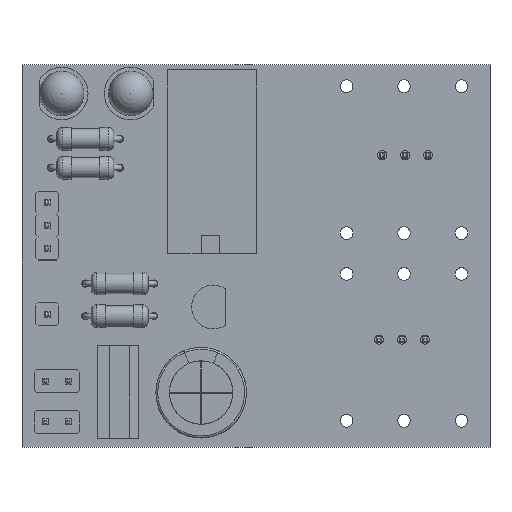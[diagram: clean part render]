
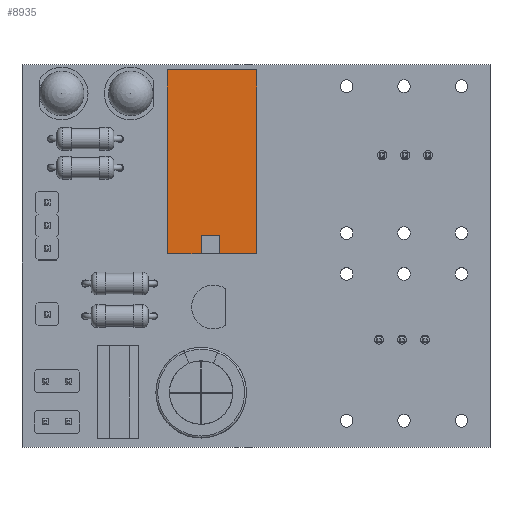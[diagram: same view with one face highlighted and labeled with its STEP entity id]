
A CAD part, top view. The second image highlights one B-rep face of the part: STEP entity #8935.
In plain terms, the highlighted planar face has unit normal (0, 0, 1).
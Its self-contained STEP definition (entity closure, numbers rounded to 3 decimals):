
#7112 = PLANE('',#7113);
#7113 = AXIS2_PLACEMENT_3D('',#7114,#7115,#7116);
#7114 = CARTESIAN_POINT('',(-1.2,1.3,0.5));
#7115 = DIRECTION('',(0.,1.,0.));
#7116 = DIRECTION('',(1.,0.,0.));
#7137 = VERTEX_POINT('',#7138);
#7138 = CARTESIAN_POINT('',(-1.2,1.3,11.5));
#7152 = PLANE('',#7153);
#7153 = AXIS2_PLACEMENT_3D('',#7154,#7155,#7156);
#7154 = CARTESIAN_POINT('',(-1.2,-19.,0.5));
#7155 = DIRECTION('',(1.,0.,0.));
#7156 = DIRECTION('',(0.,0.,1.));
#7164 = EDGE_CURVE('',#7137,#7165,#7167,.T.);
#7165 = VERTEX_POINT('',#7166);
#7166 = CARTESIAN_POINT('',(2.947,1.3,11.5));
#7167 = SURFACE_CURVE('',#7168,(#7172,#7179),.PCURVE_S1.);
#7168 = LINE('',#7169,#7170);
#7169 = CARTESIAN_POINT('',(-1.2,1.3,11.5));
#7170 = VECTOR('',#7171,1.);
#7171 = DIRECTION('',(1.,0.,0.));
#7172 = PCURVE('',#7112,#7173);
#7173 = DEFINITIONAL_REPRESENTATION('',(#7174),#7178);
#7174 = LINE('',#7175,#7176);
#7175 = CARTESIAN_POINT('',(0.,-11.));
#7176 = VECTOR('',#7177,1.);
#7177 = DIRECTION('',(1.,0.));
#7178 = ( GEOMETRIC_REPRESENTATION_CONTEXT(2) 
PARAMETRIC_REPRESENTATION_CONTEXT() REPRESENTATION_CONTEXT('2D SPACE',''
  ) );
#7179 = PCURVE('',#7180,#7185);
#7180 = PLANE('',#7181);
#7181 = AXIS2_PLACEMENT_3D('',#7182,#7183,#7184);
#7182 = CARTESIAN_POINT('',(-1.2,1.3,11.5));
#7183 = DIRECTION('',(0.,0.,1.));
#7184 = DIRECTION('',(1.,0.,-0.));
#7185 = DEFINITIONAL_REPRESENTATION('',(#7186),#7190);
#7186 = LINE('',#7187,#7188);
#7187 = CARTESIAN_POINT('',(0.,0.));
#7188 = VECTOR('',#7189,1.);
#7189 = DIRECTION('',(1.,0.));
#7190 = ( GEOMETRIC_REPRESENTATION_CONTEXT(2) 
PARAMETRIC_REPRESENTATION_CONTEXT() REPRESENTATION_CONTEXT('2D SPACE',''
  ) );
#7208 = PLANE('',#7209);
#7209 = AXIS2_PLACEMENT_3D('',#7210,#7211,#7212);
#7210 = CARTESIAN_POINT('',(2.947,-0.7,11.5));
#7211 = DIRECTION('',(1.,0.,0.));
#7212 = DIRECTION('',(-0.,1.,0.));
#7249 = VERTEX_POINT('',#7250);
#7250 = CARTESIAN_POINT('',(4.947,1.3,11.5));
#7264 = PLANE('',#7265);
#7265 = AXIS2_PLACEMENT_3D('',#7266,#7267,#7268);
#7266 = CARTESIAN_POINT('',(4.947,1.3,11.5));
#7267 = DIRECTION('',(-1.,0.,0.));
#7268 = DIRECTION('',(0.,-1.,0.));
#7276 = EDGE_CURVE('',#7249,#7277,#7279,.T.);
#7277 = VERTEX_POINT('',#7278);
#7278 = CARTESIAN_POINT('',(8.7,1.3,11.5));
#7279 = SURFACE_CURVE('',#7280,(#7284,#7291),.PCURVE_S1.);
#7280 = LINE('',#7281,#7282);
#7281 = CARTESIAN_POINT('',(-1.2,1.3,11.5));
#7282 = VECTOR('',#7283,1.);
#7283 = DIRECTION('',(1.,0.,0.));
#7284 = PCURVE('',#7112,#7285);
#7285 = DEFINITIONAL_REPRESENTATION('',(#7286),#7290);
#7286 = LINE('',#7287,#7288);
#7287 = CARTESIAN_POINT('',(0.,-11.));
#7288 = VECTOR('',#7289,1.);
#7289 = DIRECTION('',(1.,0.));
#7290 = ( GEOMETRIC_REPRESENTATION_CONTEXT(2) 
PARAMETRIC_REPRESENTATION_CONTEXT() REPRESENTATION_CONTEXT('2D SPACE',''
  ) );
#7291 = PCURVE('',#7180,#7292);
#7292 = DEFINITIONAL_REPRESENTATION('',(#7293),#7297);
#7293 = LINE('',#7294,#7295);
#7294 = CARTESIAN_POINT('',(0.,0.));
#7295 = VECTOR('',#7296,1.);
#7296 = DIRECTION('',(1.,0.));
#7297 = ( GEOMETRIC_REPRESENTATION_CONTEXT(2) 
PARAMETRIC_REPRESENTATION_CONTEXT() REPRESENTATION_CONTEXT('2D SPACE',''
  ) );
#7313 = PLANE('',#7314);
#7314 = AXIS2_PLACEMENT_3D('',#7315,#7316,#7317);
#7315 = CARTESIAN_POINT('',(8.7,1.3,0.5));
#7316 = DIRECTION('',(-1.,0.,0.));
#7317 = DIRECTION('',(0.,0.,-1.));
#7582 = PLANE('',#7583);
#7583 = AXIS2_PLACEMENT_3D('',#7584,#7585,#7586);
#7584 = CARTESIAN_POINT('',(8.7,-19.,0.5));
#7585 = DIRECTION('',(0.,-1.,0.));
#7586 = DIRECTION('',(-1.,0.,0.));
#8892 = VERTEX_POINT('',#8893);
#8893 = CARTESIAN_POINT('',(8.7,-19.,11.5));
#8914 = EDGE_CURVE('',#7277,#8892,#8915,.T.);
#8915 = SURFACE_CURVE('',#8916,(#8920,#8927),.PCURVE_S1.);
#8916 = LINE('',#8917,#8918);
#8917 = CARTESIAN_POINT('',(8.7,1.3,11.5));
#8918 = VECTOR('',#8919,1.);
#8919 = DIRECTION('',(0.,-1.,0.));
#8920 = PCURVE('',#7313,#8921);
#8921 = DEFINITIONAL_REPRESENTATION('',(#8922),#8926);
#8922 = LINE('',#8923,#8924);
#8923 = CARTESIAN_POINT('',(-11.,-0.));
#8924 = VECTOR('',#8925,1.);
#8925 = DIRECTION('',(0.,1.));
#8926 = ( GEOMETRIC_REPRESENTATION_CONTEXT(2) 
PARAMETRIC_REPRESENTATION_CONTEXT() REPRESENTATION_CONTEXT('2D SPACE',''
  ) );
#8927 = PCURVE('',#7180,#8928);
#8928 = DEFINITIONAL_REPRESENTATION('',(#8929),#8933);
#8929 = LINE('',#8930,#8931);
#8930 = CARTESIAN_POINT('',(9.9,0.));
#8931 = VECTOR('',#8932,1.);
#8932 = DIRECTION('',(0.,-1.));
#8933 = ( GEOMETRIC_REPRESENTATION_CONTEXT(2) 
PARAMETRIC_REPRESENTATION_CONTEXT() REPRESENTATION_CONTEXT('2D SPACE',''
  ) );
#8935 = ADVANCED_FACE('',(#8936),#7180,.T.);
#8936 = FACE_BOUND('',#8937,.T.);
#8937 = EDGE_LOOP('',(#8938,#8939,#8962,#8983,#8984,#8985,#9008,#9036));
#8938 = ORIENTED_EDGE('',*,*,#7164,.F.);
#8939 = ORIENTED_EDGE('',*,*,#8940,.F.);
#8940 = EDGE_CURVE('',#8941,#7137,#8943,.T.);
#8941 = VERTEX_POINT('',#8942);
#8942 = CARTESIAN_POINT('',(-1.2,-19.,11.5));
#8943 = SURFACE_CURVE('',#8944,(#8948,#8955),.PCURVE_S1.);
#8944 = LINE('',#8945,#8946);
#8945 = CARTESIAN_POINT('',(-1.2,-19.,11.5));
#8946 = VECTOR('',#8947,1.);
#8947 = DIRECTION('',(0.,1.,0.));
#8948 = PCURVE('',#7180,#8949);
#8949 = DEFINITIONAL_REPRESENTATION('',(#8950),#8954);
#8950 = LINE('',#8951,#8952);
#8951 = CARTESIAN_POINT('',(0.,-20.3));
#8952 = VECTOR('',#8953,1.);
#8953 = DIRECTION('',(0.,1.));
#8954 = ( GEOMETRIC_REPRESENTATION_CONTEXT(2) 
PARAMETRIC_REPRESENTATION_CONTEXT() REPRESENTATION_CONTEXT('2D SPACE',''
  ) );
#8955 = PCURVE('',#7152,#8956);
#8956 = DEFINITIONAL_REPRESENTATION('',(#8957),#8961);
#8957 = LINE('',#8958,#8959);
#8958 = CARTESIAN_POINT('',(11.,0.));
#8959 = VECTOR('',#8960,1.);
#8960 = DIRECTION('',(0.,-1.));
#8961 = ( GEOMETRIC_REPRESENTATION_CONTEXT(2) 
PARAMETRIC_REPRESENTATION_CONTEXT() REPRESENTATION_CONTEXT('2D SPACE',''
  ) );
#8962 = ORIENTED_EDGE('',*,*,#8963,.F.);
#8963 = EDGE_CURVE('',#8892,#8941,#8964,.T.);
#8964 = SURFACE_CURVE('',#8965,(#8969,#8976),.PCURVE_S1.);
#8965 = LINE('',#8966,#8967);
#8966 = CARTESIAN_POINT('',(8.7,-19.,11.5));
#8967 = VECTOR('',#8968,1.);
#8968 = DIRECTION('',(-1.,0.,0.));
#8969 = PCURVE('',#7180,#8970);
#8970 = DEFINITIONAL_REPRESENTATION('',(#8971),#8975);
#8971 = LINE('',#8972,#8973);
#8972 = CARTESIAN_POINT('',(9.9,-20.3));
#8973 = VECTOR('',#8974,1.);
#8974 = DIRECTION('',(-1.,0.));
#8975 = ( GEOMETRIC_REPRESENTATION_CONTEXT(2) 
PARAMETRIC_REPRESENTATION_CONTEXT() REPRESENTATION_CONTEXT('2D SPACE',''
  ) );
#8976 = PCURVE('',#7582,#8977);
#8977 = DEFINITIONAL_REPRESENTATION('',(#8978),#8982);
#8978 = LINE('',#8979,#8980);
#8979 = CARTESIAN_POINT('',(0.,-11.));
#8980 = VECTOR('',#8981,1.);
#8981 = DIRECTION('',(1.,0.));
#8982 = ( GEOMETRIC_REPRESENTATION_CONTEXT(2) 
PARAMETRIC_REPRESENTATION_CONTEXT() REPRESENTATION_CONTEXT('2D SPACE',''
  ) );
#8983 = ORIENTED_EDGE('',*,*,#8914,.F.);
#8984 = ORIENTED_EDGE('',*,*,#7276,.F.);
#8985 = ORIENTED_EDGE('',*,*,#8986,.T.);
#8986 = EDGE_CURVE('',#7249,#8987,#8989,.T.);
#8987 = VERTEX_POINT('',#8988);
#8988 = CARTESIAN_POINT('',(4.947,-0.7,11.5));
#8989 = SURFACE_CURVE('',#8990,(#8994,#9001),.PCURVE_S1.);
#8990 = LINE('',#8991,#8992);
#8991 = CARTESIAN_POINT('',(4.947,1.3,11.5));
#8992 = VECTOR('',#8993,1.);
#8993 = DIRECTION('',(0.,-1.,0.));
#8994 = PCURVE('',#7180,#8995);
#8995 = DEFINITIONAL_REPRESENTATION('',(#8996),#9000);
#8996 = LINE('',#8997,#8998);
#8997 = CARTESIAN_POINT('',(6.147,0.));
#8998 = VECTOR('',#8999,1.);
#8999 = DIRECTION('',(0.,-1.));
#9000 = ( GEOMETRIC_REPRESENTATION_CONTEXT(2) 
PARAMETRIC_REPRESENTATION_CONTEXT() REPRESENTATION_CONTEXT('2D SPACE',''
  ) );
#9001 = PCURVE('',#7264,#9002);
#9002 = DEFINITIONAL_REPRESENTATION('',(#9003),#9007);
#9003 = LINE('',#9004,#9005);
#9004 = CARTESIAN_POINT('',(0.,0.));
#9005 = VECTOR('',#9006,1.);
#9006 = DIRECTION('',(1.,0.));
#9007 = ( GEOMETRIC_REPRESENTATION_CONTEXT(2) 
PARAMETRIC_REPRESENTATION_CONTEXT() REPRESENTATION_CONTEXT('2D SPACE',''
  ) );
#9008 = ORIENTED_EDGE('',*,*,#9009,.T.);
#9009 = EDGE_CURVE('',#8987,#9010,#9012,.T.);
#9010 = VERTEX_POINT('',#9011);
#9011 = CARTESIAN_POINT('',(2.947,-0.7,11.5));
#9012 = SURFACE_CURVE('',#9013,(#9017,#9024),.PCURVE_S1.);
#9013 = LINE('',#9014,#9015);
#9014 = CARTESIAN_POINT('',(4.947,-0.7,11.5));
#9015 = VECTOR('',#9016,1.);
#9016 = DIRECTION('',(-1.,0.,0.));
#9017 = PCURVE('',#7180,#9018);
#9018 = DEFINITIONAL_REPRESENTATION('',(#9019),#9023);
#9019 = LINE('',#9020,#9021);
#9020 = CARTESIAN_POINT('',(6.147,-2.));
#9021 = VECTOR('',#9022,1.);
#9022 = DIRECTION('',(-1.,0.));
#9023 = ( GEOMETRIC_REPRESENTATION_CONTEXT(2) 
PARAMETRIC_REPRESENTATION_CONTEXT() REPRESENTATION_CONTEXT('2D SPACE',''
  ) );
#9024 = PCURVE('',#9025,#9030);
#9025 = PLANE('',#9026);
#9026 = AXIS2_PLACEMENT_3D('',#9027,#9028,#9029);
#9027 = CARTESIAN_POINT('',(4.947,-0.7,11.5));
#9028 = DIRECTION('',(0.,1.,0.));
#9029 = DIRECTION('',(-1.,0.,0.));
#9030 = DEFINITIONAL_REPRESENTATION('',(#9031),#9035);
#9031 = LINE('',#9032,#9033);
#9032 = CARTESIAN_POINT('',(0.,0.));
#9033 = VECTOR('',#9034,1.);
#9034 = DIRECTION('',(1.,0.));
#9035 = ( GEOMETRIC_REPRESENTATION_CONTEXT(2) 
PARAMETRIC_REPRESENTATION_CONTEXT() REPRESENTATION_CONTEXT('2D SPACE',''
  ) );
#9036 = ORIENTED_EDGE('',*,*,#9037,.T.);
#9037 = EDGE_CURVE('',#9010,#7165,#9038,.T.);
#9038 = SURFACE_CURVE('',#9039,(#9043,#9050),.PCURVE_S1.);
#9039 = LINE('',#9040,#9041);
#9040 = CARTESIAN_POINT('',(2.947,-0.7,11.5));
#9041 = VECTOR('',#9042,1.);
#9042 = DIRECTION('',(0.,1.,0.));
#9043 = PCURVE('',#7180,#9044);
#9044 = DEFINITIONAL_REPRESENTATION('',(#9045),#9049);
#9045 = LINE('',#9046,#9047);
#9046 = CARTESIAN_POINT('',(4.147,-2.));
#9047 = VECTOR('',#9048,1.);
#9048 = DIRECTION('',(0.,1.));
#9049 = ( GEOMETRIC_REPRESENTATION_CONTEXT(2) 
PARAMETRIC_REPRESENTATION_CONTEXT() REPRESENTATION_CONTEXT('2D SPACE',''
  ) );
#9050 = PCURVE('',#7208,#9051);
#9051 = DEFINITIONAL_REPRESENTATION('',(#9052),#9056);
#9052 = LINE('',#9053,#9054);
#9053 = CARTESIAN_POINT('',(0.,0.));
#9054 = VECTOR('',#9055,1.);
#9055 = DIRECTION('',(1.,0.));
#9056 = ( GEOMETRIC_REPRESENTATION_CONTEXT(2) 
PARAMETRIC_REPRESENTATION_CONTEXT() REPRESENTATION_CONTEXT('2D SPACE',''
  ) );
